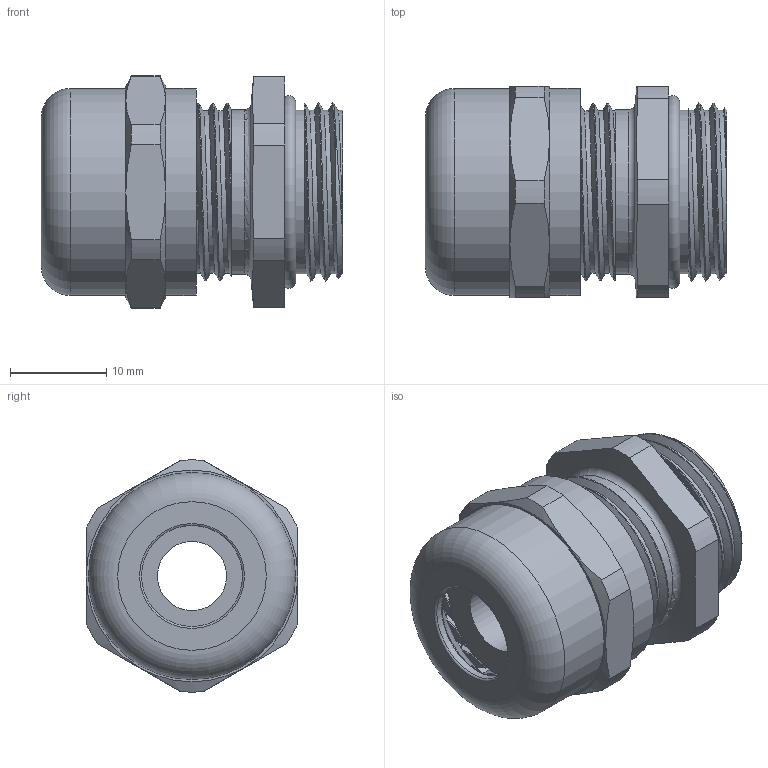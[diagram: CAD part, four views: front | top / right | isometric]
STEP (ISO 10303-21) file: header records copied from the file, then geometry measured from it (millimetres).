
FILE_DESCRIPTION(/* description */ ('Euro-Top PG 11 Edelstahl, KB: 3-7 mm'),/* implementation_level */ '2;1');
FILE_NAME(/* name */ '90180411-RST.stp',/* time_stamp */ '2019-12-16T11:04:28+01:00',/* author */ ('sl'),/* organization */ (''),/* preprocessor_version */ 'ST-DEVELOPER v16.5',/* originating_system */ 'Autodesk Inventor 2017',/* authorisation */ '');
FILE_SCHEMA (('AUTOMOTIVE_DESIGN { 1 0 10303 214 3 1 1 }'));
Length unit declared in the file: millimetre
Products named in the file (6): 90180411; 90080411; 90180411_1; 90080411_1; 90080411_2; 90080411_3
Assembly tree (5 placements, depth 2):
  90180411
    90080411
    90180411_1
    90080411_1
    90080411_2
    90080411_3
Bounding box: 31.33 x 22 x 24.13 mm (x, y, z)
Volume: 5856.1 mm3; surface area: 8465.8 mm2
Topology: 5 solids, 5 shells, 436 faces, 1090 edges, 668 vertices
Faces by surface type: cylinder 150, plane 147, torus 47, cone 42, bspline 36, sphere 14
Full cylindrical faces by diameter (mm): 7.2 x1, 10.3 x1, 10.5 x1, 13.2 x1, 13.52 x1, 13.72 x1, 15 x1, 15.05 x1, 15.76 x1, 16.998 x3, 17.12 x1, 17.17 x1, 17.34 x7, 19.798 x1, 21.53 x2
Entity records: 16372 total; most frequent: CARTESIAN_POINT 6353, DIRECTION 2151, ORIENTED_EDGE 2050, EDGE_CURVE 1025, AXIS2_PLACEMENT_3D 886, VERTEX_POINT 639, CIRCLE 482, EDGE_LOOP 466
